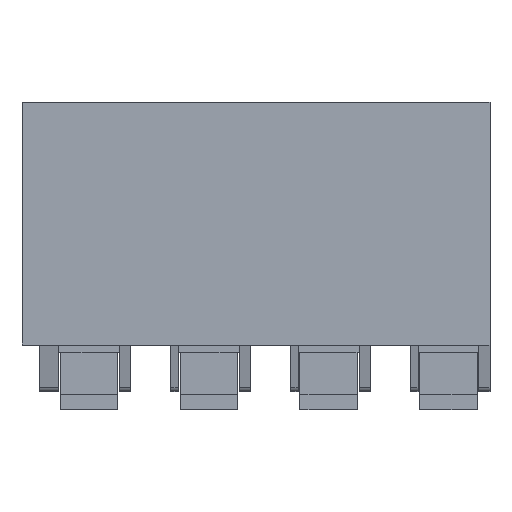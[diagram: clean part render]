
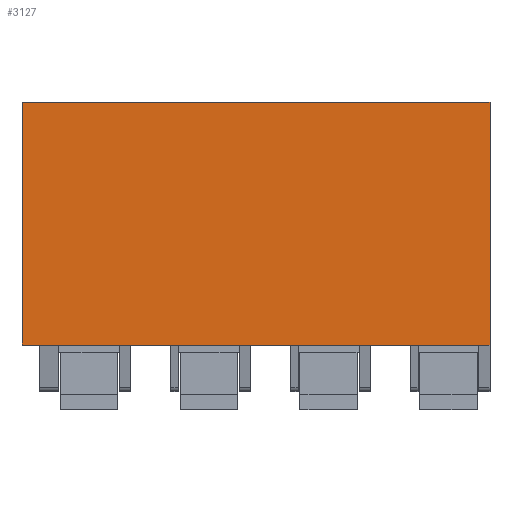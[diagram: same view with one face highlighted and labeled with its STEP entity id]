
A CAD part, top view. The second image highlights one B-rep face of the part: STEP entity #3127.
In plain terms, the highlighted planar face has unit normal (0, 0, 1).
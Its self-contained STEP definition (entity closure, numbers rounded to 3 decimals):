
#3114=AXIS2_PLACEMENT_3D('Plane Axis2P3D',#3111,#3112,#3113) ;
#100=CARTESIAN_POINT('Vertex',(0.,19.243,18.3)) ;
#103=CARTESIAN_POINT('Line Origine',(14.65,19.243,18.3)) ;
#107=CARTESIAN_POINT('Vertex',(29.3,19.243,18.3)) ;
#367=CARTESIAN_POINT('Vertex',(0.,4.043,18.3)) ;
#370=CARTESIAN_POINT('Line Origine',(0.,11.643,18.3)) ;
#2103=CARTESIAN_POINT('Vertex',(29.3,4.043,18.3)) ;
#2106=CARTESIAN_POINT('Line Origine',(14.65,4.043,18.3)) ;
#3111=CARTESIAN_POINT('Axis2P3D Location',(24.3,8.513,18.3)) ;
#3116=CARTESIAN_POINT('Line Origine',(29.3,11.643,18.3)) ;
#104=DIRECTION('Vector Direction',(-1.,0.,0.)) ;
#371=DIRECTION('Vector Direction',(0.,-1.,0.)) ;
#2107=DIRECTION('Vector Direction',(-1.,0.,0.)) ;
#3112=DIRECTION('Axis2P3D Direction',(0.,0.,-1.)) ;
#3113=DIRECTION('Axis2P3D XDirection',(1.,0.,0.)) ;
#3117=DIRECTION('Vector Direction',(0.,-1.,0.)) ;
#105=VECTOR('Line Direction',#104,1.) ;
#372=VECTOR('Line Direction',#371,1.) ;
#2108=VECTOR('Line Direction',#2107,1.) ;
#3118=VECTOR('Line Direction',#3117,1.) ;
#3122=ORIENTED_EDGE('',*,*,#3120,.F.) ;
#3123=ORIENTED_EDGE('',*,*,#109,.T.) ;
#3124=ORIENTED_EDGE('',*,*,#374,.T.) ;
#3125=ORIENTED_EDGE('',*,*,#2110,.F.) ;
#3127=ADVANCED_FACE('Housing LMF.1\\Model',(#3126),#3115,.F.) ;
#109=EDGE_CURVE('',#108,#101,#106,.T.) ;
#374=EDGE_CURVE('',#101,#368,#373,.T.) ;
#2110=EDGE_CURVE('',#2104,#368,#2109,.T.) ;
#3120=EDGE_CURVE('',#108,#2104,#3119,.T.) ;
#3121=EDGE_LOOP('',(#3122,#3123,#3124,#3125)) ;
#3126=FACE_OUTER_BOUND('',#3121,.T.) ;
#106=LINE('Line',#103,#105) ;
#373=LINE('Line',#370,#372) ;
#2109=LINE('Line',#2106,#2108) ;
#3119=LINE('Line',#3116,#3118) ;
#3115=PLANE('',#3114) ;
#101=VERTEX_POINT('',#100) ;
#108=VERTEX_POINT('',#107) ;
#368=VERTEX_POINT('',#367) ;
#2104=VERTEX_POINT('',#2103) ;
